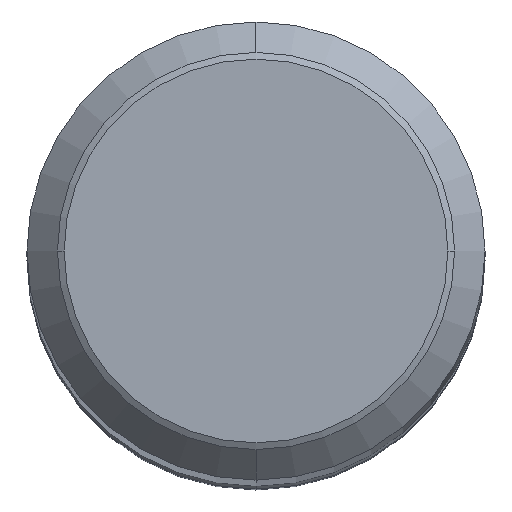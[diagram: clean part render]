
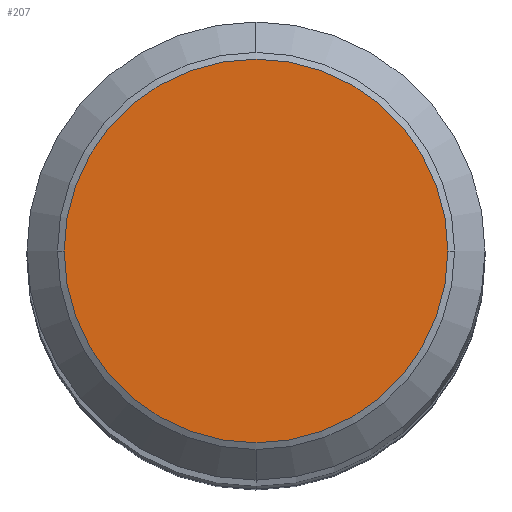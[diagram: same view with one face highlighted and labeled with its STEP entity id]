
A CAD part, top view. The second image highlights one B-rep face of the part: STEP entity #207.
In plain terms, the highlighted planar face has unit normal (0, 0, 1).
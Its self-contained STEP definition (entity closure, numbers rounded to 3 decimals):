
#175=EDGE_CURVE('',#197,#227,#374,.T.);
#179=EDGE_CURVE('',#227,#197,#378,.T.);
#197=VERTEX_POINT('',#398);
#207=ADVANCED_FACE('',(#409),#410,.T.);
#227=VERTEX_POINT('',#431);
#374=CIRCLE('',#592,4.188);
#378=CIRCLE('',#598,4.188);
#398=CARTESIAN_POINT('',(4.188,0.,112.75));
#409=FACE_OUTER_BOUND('',#638,.T.);
#410=PLANE('',#639);
#431=CARTESIAN_POINT('',(-4.188,0.,112.75));
#592=AXIS2_PLACEMENT_3D('',#867,#868,#869);
#598=AXIS2_PLACEMENT_3D('',#873,#874,#875);
#638=EDGE_LOOP('',(#909,#910));
#639=AXIS2_PLACEMENT_3D('',#911,#912,#913);
#867=CARTESIAN_POINT('',(0.,0.0,112.75));
#868=DIRECTION('',(0.0,0.0,1.0));
#869=DIRECTION('',(-1.0,0.,0.0));
#873=CARTESIAN_POINT('',(0.,0.0,112.75));
#874=DIRECTION('',(0.0,0.0,1.0));
#875=DIRECTION('',(-1.0,0.,0.0));
#909=ORIENTED_EDGE('',*,*,#179,.T.);
#910=ORIENTED_EDGE('',*,*,#175,.T.);
#911=CARTESIAN_POINT('',(0.,-2.125,112.75));
#912=DIRECTION('',(0.0,0.0,1.0));
#913=DIRECTION('',(0.,-1.0,0.0));
